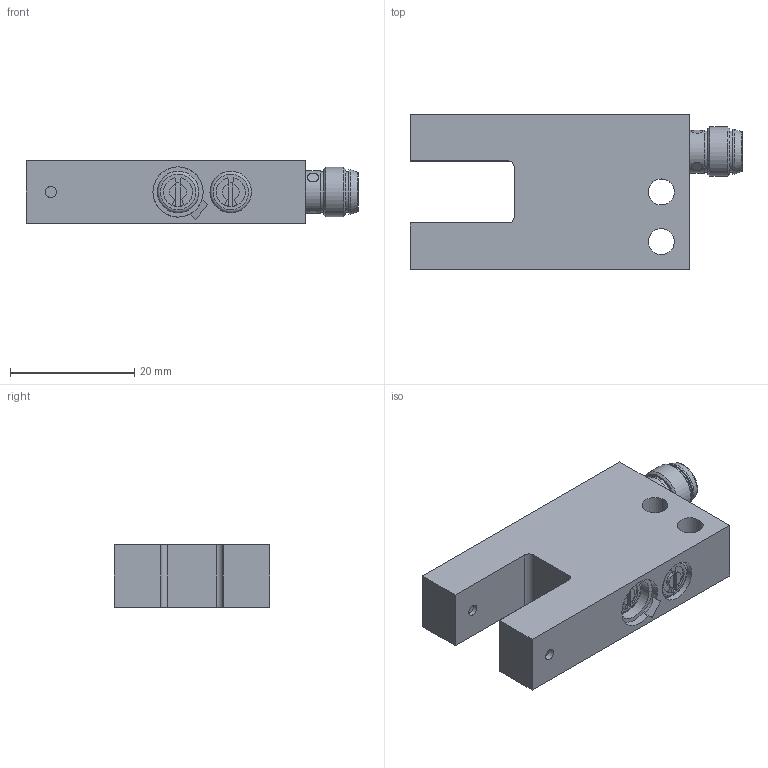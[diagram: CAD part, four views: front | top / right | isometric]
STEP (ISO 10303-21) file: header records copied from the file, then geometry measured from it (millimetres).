
FILE_DESCRIPTION (( 'STEP AP214' ), '1' );
FILE_NAME ('OGU010G3-T3.STEP', '2024-03-20T10:52:59', ( '' ), ( '' ), 'SwSTEP 2.0', 'SolidWorks 2023', '' );
FILE_SCHEMA (( 'AUTOMOTIVE_DESIGN' ));
Length unit declared in the file: inch
Products named in the file (1): OGU010G3-T3
Bounding box: 53.5 x 25 x 10 mm (x, y, z)
Volume: 9253.5 mm3; surface area: 4644.6 mm2
Topology: 1 solids, 5 shells, 179 faces, 421 edges, 275 vertices
Faces by surface type: plane 100, cylinder 69, cone 5, sphere 3, torus 2
Full cylindrical faces by diameter (mm): 1 x3, 1.8 x4, 2 x2, 4.2 x2, 5.7 x1, 5.8 x2, 6.4 x1, 6.6 x4, 6.7 x4, 6.9 x1, 7.2 x1, 8 x1, 8.1 x1
Entity records: 4961 total; most frequent: CARTESIAN_POINT 1007, DIRECTION 833, ORIENTED_EDGE 732, EDGE_CURVE 366, AXIS2_PLACEMENT_3D 321, VERTEX_POINT 257, EDGE_LOOP 249, FACE_OUTER_BOUND 208
